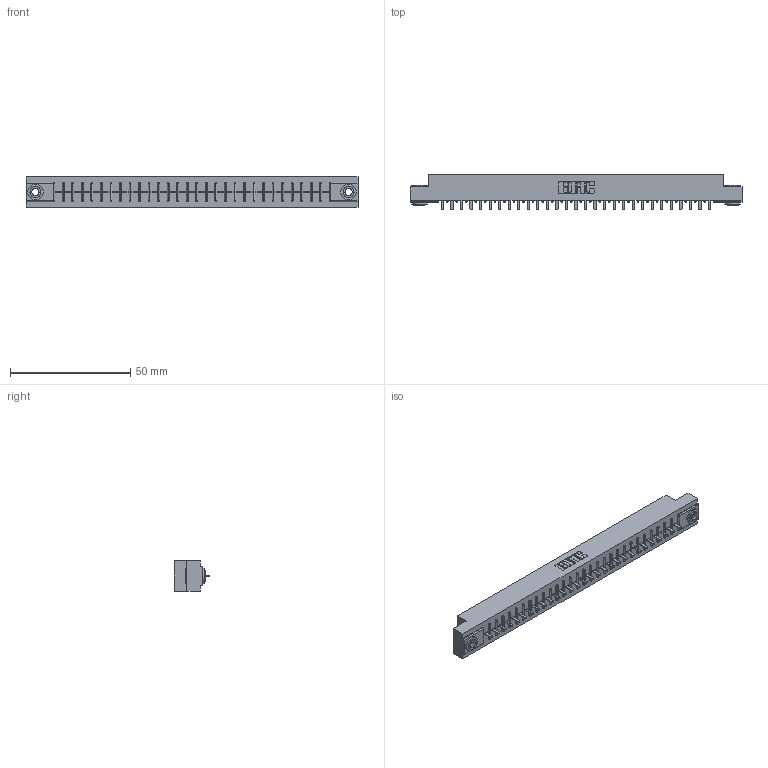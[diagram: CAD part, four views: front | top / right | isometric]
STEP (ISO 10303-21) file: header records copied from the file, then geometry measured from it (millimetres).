
FILE_DESCRIPTION (( 'STEP AP203' ), '1' );
FILE_NAME ('306-029-521-103.STEP', '2019-09-11T22:14:12', ( '' ), ( '' ), 'SwSTEP 2.0', 'SolidWorks 2016', '' );
FILE_SCHEMA (( 'CONFIG_CONTROL_DESIGN' ));
Length unit declared in the file: inch
Products named in the file (4): 306-290-001_121; 306 Part_.156 Dia; 306-029-521-103; 345-250-002_345-250-002-102
Assembly tree (32 placements, depth 2):
  306-029-521-103
    306 Part_.156 Dia
    306-290-001_121  x29
    345-250-002_345-250-002-102  x2
Bounding box: 137.92 x 14.88 x 12.7 mm (x, y, z)
Volume: 15094.8 mm3; surface area: 15400.8 mm2
Topology: 32 solids, 32 shells, 2198 faces, 6141 edges, 3934 vertices
Faces by surface type: plane 1455, cylinder 619, sphere 116, cone 8
Entity records: 29749 total; most frequent: CARTESIAN_POINT 4971, ORIENTED_EDGE 4918, DIRECTION 4917, EDGE_CURVE 2459, LINE 1909, VECTOR 1909, VERTEX_POINT 1558, AXIS2_PLACEMENT_3D 1504
